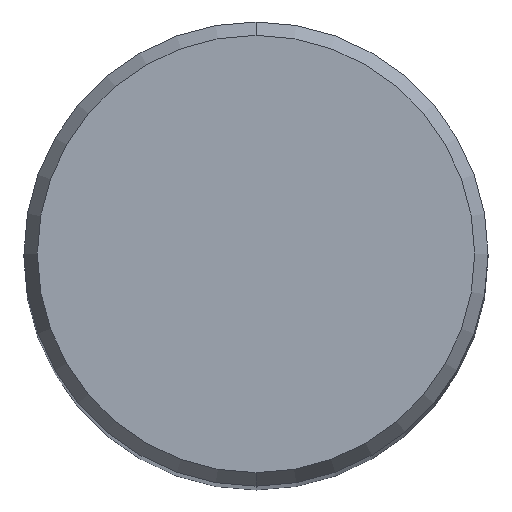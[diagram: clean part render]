
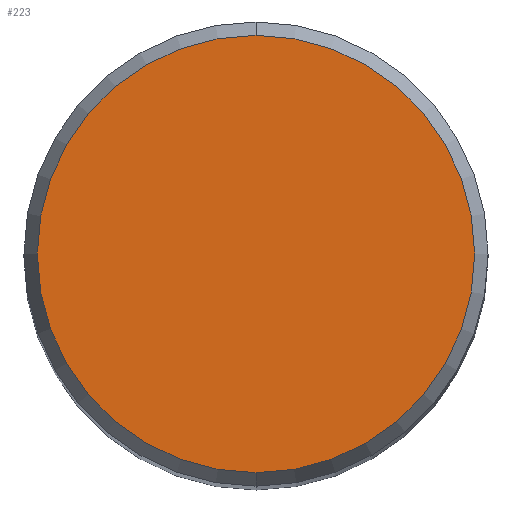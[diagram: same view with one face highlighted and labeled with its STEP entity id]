
A CAD part, top view. The second image highlights one B-rep face of the part: STEP entity #223.
In plain terms, the highlighted planar face has unit normal (0, 0, 1).
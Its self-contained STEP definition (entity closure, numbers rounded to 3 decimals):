
#131=VERTEX_POINT('',#349);
#211=VERTEX_POINT('',#440);
#223=ADVANCED_FACE('',(#452),#453,.T.);
#259=EDGE_CURVE('',#211,#131,#495,.T.);
#307=EDGE_CURVE('',#131,#211,#550,.T.);
#349=CARTESIAN_POINT('',(0.,-7.479,0.0));
#440=CARTESIAN_POINT('',(0.0,7.479,0.0));
#452=FACE_OUTER_BOUND('',#713,.T.);
#453=PLANE('',#714);
#495=CIRCLE('',#770,7.479);
#550=CIRCLE('',#843,7.479);
#713=EDGE_LOOP('',(#998,#999));
#714=AXIS2_PLACEMENT_3D('',#1000,#1001,#1002);
#770=AXIS2_PLACEMENT_3D('',#1056,#1057,#1058);
#843=AXIS2_PLACEMENT_3D('',#1141,#1142,#1143);
#998=ORIENTED_EDGE('',*,*,#259,.F.);
#999=ORIENTED_EDGE('',*,*,#307,.F.);
#1000=CARTESIAN_POINT('',(0.0,3.74,0.0));
#1001=DIRECTION('',(-0.0,0.0,1.0));
#1002=DIRECTION('',(0.0,-1.0,0.0));
#1056=CARTESIAN_POINT('',(0.0,0.0,0.0));
#1057=DIRECTION('',(0.0,0.0,-1.0));
#1058=DIRECTION('',(0.0,1.0,0.0));
#1141=CARTESIAN_POINT('',(0.0,0.0,0.0));
#1142=DIRECTION('',(0.0,0.0,-1.0));
#1143=DIRECTION('',(0.0,1.0,0.0));
